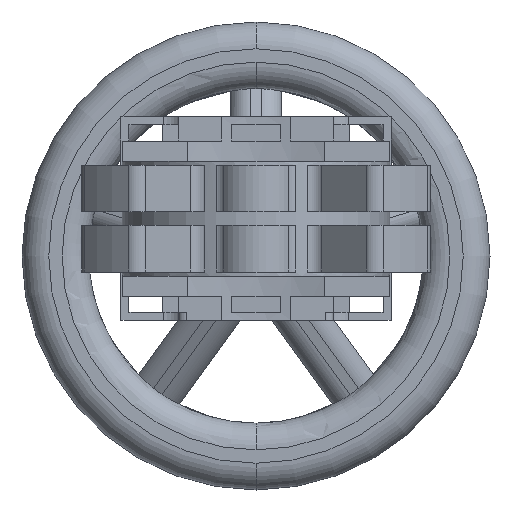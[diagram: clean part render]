
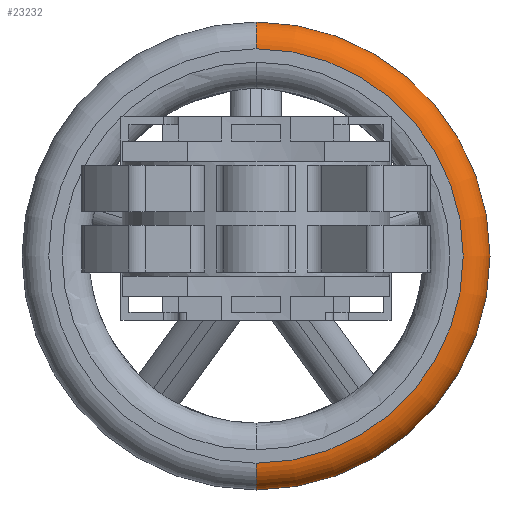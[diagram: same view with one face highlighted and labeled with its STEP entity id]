
A CAD part, front view. The second image highlights one B-rep face of the part: STEP entity #23232.
In plain terms, the highlighted toroidal (fillet/blend) face has major radius 77.5 mm and minor radius 10 mm.
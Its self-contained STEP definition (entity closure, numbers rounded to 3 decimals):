
#489 = CARTESIAN_POINT ( 'NONE',  ( 0., 271.5, 83.5 ) ) ;
#2214 = VERTEX_POINT ( 'NONE', #23212 ) ;
#3564 = VERTEX_POINT ( 'NONE', #22461 ) ;
#3582 = EDGE_CURVE ( 'NONE', #28834, #3564, #28676, .T. ) ;
#6987 = ORIENTED_EDGE ( 'NONE', *, *, #3582, .F. ) ;
#7196 = DIRECTION ( 'NONE',  ( 0., 1., 0. ) ) ;
#8421 = DIRECTION ( 'NONE',  ( 0., 0., 1. ) ) ;
#8700 = DIRECTION ( 'NONE',  ( 0., -1., 0. ) ) ;
#10098 = DIRECTION ( 'NONE',  ( 0., -1., 0. ) ) ;
#11670 = AXIS2_PLACEMENT_3D ( 'NONE', #13119, #10098, #25670 ) ;
#11962 = EDGE_CURVE ( 'NONE', #30045, #28834, #17790, .T. ) ;
#12868 = CARTESIAN_POINT ( 'NONE',  ( 0., 281.5, 6. ) ) ;
#13119 = CARTESIAN_POINT ( 'NONE',  ( 0., 281.5, 6. ) ) ;
#15808 = AXIS2_PLACEMENT_3D ( 'NONE', #12868, #7196, #29027 ) ;
#17419 = AXIS2_PLACEMENT_3D ( 'NONE', #31582, #25548, #34572 ) ;
#17790 = CIRCLE ( 'NONE', #26831, 77.5 ) ;
#19329 = CARTESIAN_POINT ( 'NONE',  ( 0., 271.5, -71.5 ) ) ;
#20730 = FACE_OUTER_BOUND ( 'NONE', #21413, .T. ) ;
#21191 = ORIENTED_EDGE ( 'NONE', *, *, #11962, .F. ) ;
#21413 = EDGE_LOOP ( 'NONE', ( #21191, #25945, #33932, #6987 ) ) ;
#22461 = CARTESIAN_POINT ( 'NONE',  ( 0., 281.5, 93.5 ) ) ;
#23212 = CARTESIAN_POINT ( 'NONE',  ( 0., 281.5, -81.5 ) ) ;
#23232 = ADVANCED_FACE ( 'NONE', ( #20730 ), #33802, .T. ) ;
#23269 = CIRCLE ( 'NONE', #25742, 10. ) ;
#24401 = DIRECTION ( 'NONE',  ( 0., 0., -1. ) ) ;
#25306 = CIRCLE ( 'NONE', #11670, 87.5 ) ;
#25548 = DIRECTION ( 'NONE',  ( -1., 0., 0. ) ) ;
#25670 = DIRECTION ( 'NONE',  ( 0., 0., 1. ) ) ;
#25742 = AXIS2_PLACEMENT_3D ( 'NONE', #33287, #29903, #24401 ) ;
#25945 = ORIENTED_EDGE ( 'NONE', *, *, #32427, .T. ) ;
#26594 = CARTESIAN_POINT ( 'NONE',  ( 0., 271.5, 6. ) ) ;
#26831 = AXIS2_PLACEMENT_3D ( 'NONE', #26594, #8700, #8421 ) ;
#28676 = CIRCLE ( 'NONE', #17419, 10. ) ;
#28834 = VERTEX_POINT ( 'NONE', #489 ) ;
#29027 = DIRECTION ( 'NONE',  ( 0., 0., 1. ) ) ;
#29299 = EDGE_CURVE ( 'NONE', #2214, #3564, #25306, .T. ) ;
#29903 = DIRECTION ( 'NONE',  ( 1., 0., 0. ) ) ;
#30045 = VERTEX_POINT ( 'NONE', #19329 ) ;
#31582 = CARTESIAN_POINT ( 'NONE',  ( 0., 281.5, 83.5 ) ) ;
#32427 = EDGE_CURVE ( 'NONE', #30045, #2214, #23269, .T. ) ;
#33287 = CARTESIAN_POINT ( 'NONE',  ( 0., 281.5, -71.5 ) ) ;
#33802 = TOROIDAL_SURFACE ( 'NONE', #15808, 77.5, 10. ) ;
#33932 = ORIENTED_EDGE ( 'NONE', *, *, #29299, .T. ) ;
#34572 = DIRECTION ( 'NONE',  ( 0., 0., 1. ) ) ;
